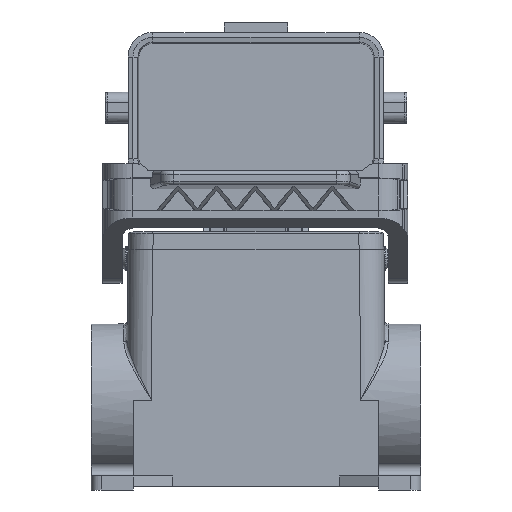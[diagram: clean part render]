
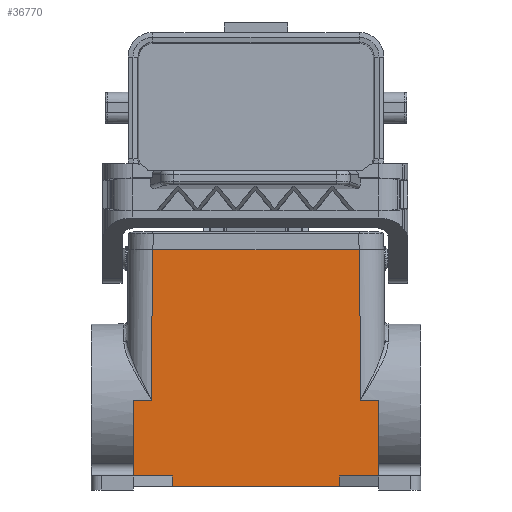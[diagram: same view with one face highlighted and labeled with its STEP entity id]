
A CAD part, front view. The second image highlights one B-rep face of the part: STEP entity #36770.
In plain terms, the highlighted face is planar.
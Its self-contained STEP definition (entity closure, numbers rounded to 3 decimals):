
#1630=CARTESIAN_POINT('',(76.191,55.126,45.5));
#1640=VERTEX_POINT('',#1630);
#1890=CARTESIAN_POINT('',(76.191,55.314,67.));
#1900=VERTEX_POINT('',#1890);
#1930=CARTESIAN_POINT('',(76.191,54.729,0.));
#1940=DIRECTION('',(-0.,-0.009,-1.));
#1950=VECTOR('',#1940,1.);
#1960=LINE('',#1930,#1950);
#1970=EDGE_CURVE('',#1900,#1640,#1960,.T.);
#9880=CARTESIAN_POINT('',(11.317,55.124,
45.309));
#9890=VERTEX_POINT('',#9880);
#32050=CARTESIAN_POINT('',(70.691,54.751,2.5))
;
#32060=VERTEX_POINT('',#32050);
#32090=CARTESIAN_POINT('',(0.,54.751,2.5));
#32100=DIRECTION('',(1.,0.,0.));
#32110=VECTOR('',#32100,1.);
#32120=LINE('',#32090,#32110);
#32130=CARTESIAN_POINT('',(11.691,54.751,2.5));
#32140=VERTEX_POINT('',#32130);
#32150=EDGE_CURVE('',#32140,#32060,#32120,.T.);
#35050=CARTESIAN_POINT('',(71.065,55.124,
45.309));
#35060=VERTEX_POINT('',#35050);
#35090=CARTESIAN_POINT('',(70.669,54.728,
-0.061));
#35100=DIRECTION('',(0.009,0.009,
1.));
#35110=VECTOR('',#35100,1.);
#35120=LINE('',#35090,#35110);
#35130=EDGE_CURVE('',#32060,#35060,#35120,.T.);
#35930=CARTESIAN_POINT('',(4.691,54.729,0.
));
#35940=DIRECTION('',(0.,1.,-0.009));
#35950=DIRECTION('',(1.,0.,0.));
#35960=AXIS2_PLACEMENT_3D('',#35930,#35940,#35950);
#35970=PLANE('',#35960);
#35980=CARTESIAN_POINT('',(0.,55.126,45.5));
#35990=DIRECTION('',(1.,-0.,0.));
#36000=VECTOR('',#35990,1.);
#36010=LINE('',#35980,#36000);
#36020=CARTESIAN_POINT('',(6.191,55.126,45.5));
#36030=VERTEX_POINT('',#36020);
#36040=CARTESIAN_POINT('',(11.315,55.126,45.5));
#36050=VERTEX_POINT('',#36040);
#36060=EDGE_CURVE('',#36030,#36050,#36010,.T.);
#36070=ORIENTED_EDGE('',*,*,#36060,.F.);
#36080=CARTESIAN_POINT('',(11.713,54.728,
-0.061));
#36090=DIRECTION('',(-0.009,0.009,
1.));
#36100=VECTOR('',#36090,1.);
#36110=LINE('',#36080,#36100);
#36120=EDGE_CURVE('',#9890,#36050,#36110,.T.);
#36130=ORIENTED_EDGE('',*,*,#36120,.T.);
#36140=EDGE_CURVE('',#32140,#9890,#36110,.T.);
#36150=ORIENTED_EDGE('',*,*,#36140,.T.);
#36160=ORIENTED_EDGE('',*,*,#32150,.F.);
#36170=ORIENTED_EDGE('',*,*,#35130,.F.);
#36180=CARTESIAN_POINT('',(71.066,55.126,45.5));
#36190=VERTEX_POINT('',#36180);
#36200=EDGE_CURVE('',#35060,#36190,#35120,.T.);
#36210=ORIENTED_EDGE('',*,*,#36200,.F.);
#36220=CARTESIAN_POINT('',(0.,55.126,45.5));
#36230=DIRECTION('',(-1.,0.,0.));
#36240=VECTOR('',#36230,1.);
#36250=LINE('',#36220,#36240);
#36260=EDGE_CURVE('',#1640,#36190,#36250,.T.);
#36270=ORIENTED_EDGE('',*,*,#36260,.T.);
#36280=ORIENTED_EDGE('',*,*,#1970,.T.);
#36290=CARTESIAN_POINT('',(0.,55.314,67.));
#36300=DIRECTION('',(-1.,0.,-0.));
#36310=VECTOR('',#36300,1.);
#36320=LINE('',#36290,#36310);
#36330=CARTESIAN_POINT('',(65.041,55.314,67.));
#36340=VERTEX_POINT('',#36330);
#36350=EDGE_CURVE('',#1900,#36340,#36320,.T.);
#36360=ORIENTED_EDGE('',*,*,#36350,.F.);
#36370=CARTESIAN_POINT('',(64.029,54.729,
0.));
#36380=DIRECTION('',(-0.015,-0.009,
-1.));
#36390=VECTOR('',#36380,1.);
#36400=LINE('',#36370,#36390);
#36410=CARTESIAN_POINT('',(65.087,55.34,70.));
#36420=VERTEX_POINT('',#36410);
#36430=EDGE_CURVE('',#36420,#36340,#36400,.T.);
#36440=ORIENTED_EDGE('',*,*,#36430,.T.);
#36450=CARTESIAN_POINT('',(0.,55.34,70.));
#36460=DIRECTION('',(-1.,0.,0.));
#36470=VECTOR('',#36460,1.);
#36480=LINE('',#36450,#36470);
#36490=CARTESIAN_POINT('',(17.295,55.34,70.));
#36500=VERTEX_POINT('',#36490);
#36510=EDGE_CURVE('',#36420,#36500,#36480,.T.);
#36520=ORIENTED_EDGE('',*,*,#36510,.F.);
#36530=CARTESIAN_POINT('',(18.353,54.729,0.));
#36540=DIRECTION('',(0.015,-0.009,
-1.));
#36550=VECTOR('',#36540,1.);
#36560=LINE('',#36530,#36550);
#36570=CARTESIAN_POINT('',(17.34,55.314,67.));
#36580=VERTEX_POINT('',#36570);
#36590=EDGE_CURVE('',#36500,#36580,#36560,.T.);
#36600=ORIENTED_EDGE('',*,*,#36590,.F.);
#36610=CARTESIAN_POINT('',(0.,55.314,67.));
#36620=DIRECTION('',(1.,-0.,0.));
#36630=VECTOR('',#36620,1.);
#36640=LINE('',#36610,#36630);
#36650=CARTESIAN_POINT('',(6.191,55.314,67.));
#36660=VERTEX_POINT('',#36650);
#36670=EDGE_CURVE('',#36660,#36580,#36640,.T.);
#36680=ORIENTED_EDGE('',*,*,#36670,.T.);
#36690=CARTESIAN_POINT('',(6.191,54.729,0.));
#36700=DIRECTION('',(-0.,-0.009,-1.));
#36710=VECTOR('',#36700,1.);
#36720=LINE('',#36690,#36710);
#36730=EDGE_CURVE('',#36660,#36030,#36720,.T.);
#36740=ORIENTED_EDGE('',*,*,#36730,.F.);
#36750=EDGE_LOOP('',(#36740,#36680,#36600,#36520,#36440,#36360,#36280,
#36270,#36210,#36170,#36160,#36150,#36130,#36070));
#36760=FACE_OUTER_BOUND('',#36750,.T.);
#36770=ADVANCED_FACE('',(#36760),#35970,.T.);
